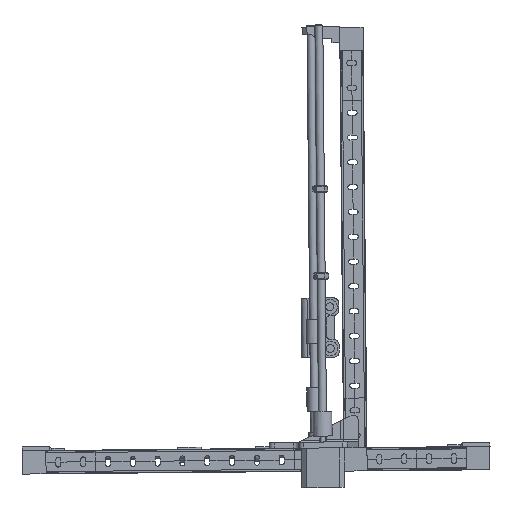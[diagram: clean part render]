
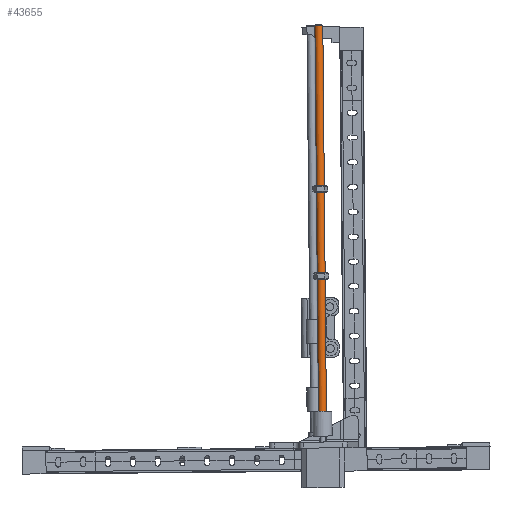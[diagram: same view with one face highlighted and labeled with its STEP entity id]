
A CAD part, front view. The second image highlights one B-rep face of the part: STEP entity #43655.
In plain terms, the highlighted cylindrical face has radius 4 mm (diameter 8 mm), a partial arc.
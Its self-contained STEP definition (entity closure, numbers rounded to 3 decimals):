
#43550=CARTESIAN_POINT('Vertex',(4.,0.,1.)) ;
#43557=CARTESIAN_POINT('Vertex',(-4.,0.,1.)) ;
#43577=CARTESIAN_POINT('Axis2P3D Location',(0.,0.,1.)) ;
#43613=CARTESIAN_POINT('Axis2P3D Location',(0.,0.,200.)) ;
#43618=CARTESIAN_POINT('Line Origine',(4.,0.,200.)) ;
#43622=CARTESIAN_POINT('Vertex',(4.,0.,399.)) ;
#43625=CARTESIAN_POINT('Line Origine',(-4.,0.,200.)) ;
#43629=CARTESIAN_POINT('Vertex',(-4.,0.,399.)) ;
#43644=CARTESIAN_POINT('Axis2P3D Location',(0.,0.,399.)) ;
#43578=DIRECTION('Axis2P3D Direction',(0.,0.,1.)) ;
#43614=DIRECTION('Axis2P3D Direction',(0.,0.,1.)) ;
#43615=DIRECTION('Axis2P3D XDirection',(1.,0.,0.)) ;
#43619=DIRECTION('Vector Direction',(0.,0.,1.)) ;
#43626=DIRECTION('Vector Direction',(0.,0.,1.)) ;
#43645=DIRECTION('Axis2P3D Direction',(0.,0.,1.)) ;
#43579=AXIS2_PLACEMENT_3D('Circle Axis2P3D',#43577,#43578,$) ;
#43616=AXIS2_PLACEMENT_3D('Cylinder Axis2P3D',#43613,#43614,#43615) ;
#43646=AXIS2_PLACEMENT_3D('Circle Axis2P3D',#43644,#43645,$) ;
#43650=ORIENTED_EDGE('',*,*,#43631,.F.) ;
#43651=ORIENTED_EDGE('',*,*,#43581,.T.) ;
#43652=ORIENTED_EDGE('',*,*,#43624,.T.) ;
#43653=ORIENTED_EDGE('',*,*,#43648,.F.) ;
#43620=VECTOR('Line Direction',#43619,1.) ;
#43627=VECTOR('Line Direction',#43626,1.) ;
#43655=ADVANCED_FACE('Corps principal',(#43654),#43617,.T.) ;
#43580=CIRCLE('generated circle',#43579,4.) ;
#43647=CIRCLE('generated circle',#43646,4.) ;
#43617=CYLINDRICAL_SURFACE('generated cylinder',#43616,4.) ;
#43581=EDGE_CURVE('',#43558,#43551,#43580,.T.) ;
#43624=EDGE_CURVE('',#43551,#43623,#43621,.T.) ;
#43631=EDGE_CURVE('',#43558,#43630,#43628,.T.) ;
#43648=EDGE_CURVE('',#43630,#43623,#43647,.T.) ;
#43649=EDGE_LOOP('',(#43650,#43651,#43652,#43653)) ;
#43654=FACE_OUTER_BOUND('',#43649,.T.) ;
#43621=LINE('Line',#43618,#43620) ;
#43628=LINE('Line',#43625,#43627) ;
#43551=VERTEX_POINT('',#43550) ;
#43558=VERTEX_POINT('',#43557) ;
#43623=VERTEX_POINT('',#43622) ;
#43630=VERTEX_POINT('',#43629) ;
